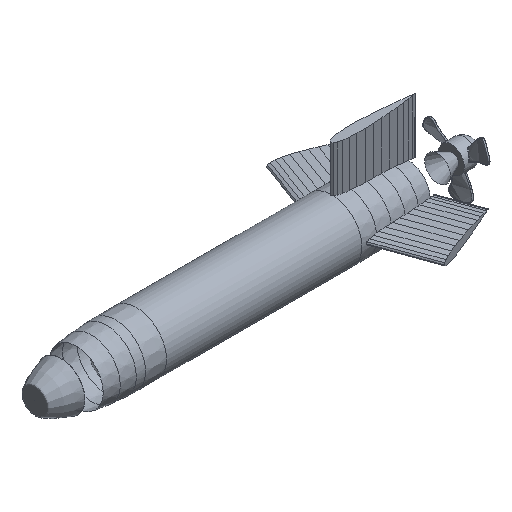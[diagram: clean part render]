
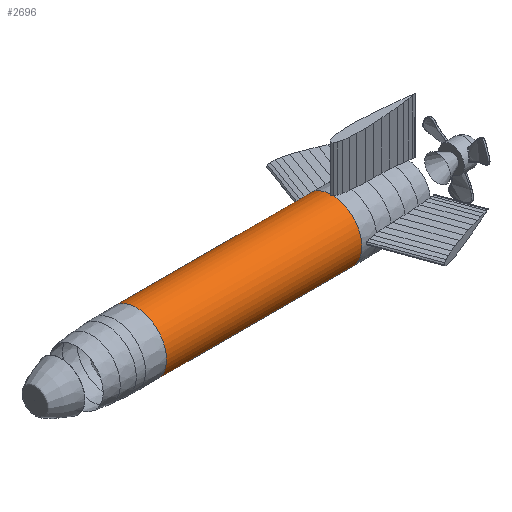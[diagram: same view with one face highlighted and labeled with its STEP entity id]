
A CAD part, isometric view. The second image highlights one B-rep face of the part: STEP entity #2696.
In plain terms, the highlighted cylindrical face has radius 2.028 mm (diameter 4.056 mm), a full revolution.
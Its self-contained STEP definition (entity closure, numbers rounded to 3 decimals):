
#145=CYLINDRICAL_SURFACE('',#2891,2.028);
#149=LINE('',#3769,#334);
#334=VECTOR('',#3145,10.);
#680=ELLIPSE('',#2893,2.382,2.03);
#681=ELLIPSE('',#2894,2.382,2.03);
#691=(
BOUNDED_CURVE()
B_SPLINE_CURVE(2,(#3682,#3683,#3684),.UNSPECIFIED.,.F.,.F.)
B_SPLINE_CURVE_WITH_KNOTS((3,3),(-0.709,0.),.UNSPECIFIED.)
CURVE()
GEOMETRIC_REPRESENTATION_ITEM()
RATIONAL_B_SPLINE_CURVE((0.978,0.719,1.))
REPRESENTATION_ITEM('')
);
#692=(
BOUNDED_CURVE()
B_SPLINE_CURVE(2,(#3713,#3714,#3715,#3716,#3717,#3718,#3719),
 .UNSPECIFIED.,.F.,.F.)
B_SPLINE_CURVE_WITH_KNOTS((3,2,2,3),(0.,0.738,1.476,
2.185),.UNSPECIFIED.)
CURVE()
GEOMETRIC_REPRESENTATION_ITEM()
RATIONAL_B_SPLINE_CURVE((1.,0.707,1.,0.707,1.,0.719,
0.978))
REPRESENTATION_ITEM('')
);
#693=(
BOUNDED_CURVE()
B_SPLINE_CURVE(2,(#3770,#3771,#3772,#3773,#3774,#3775,#3776,#3777,#3778),
 .UNSPECIFIED.,.T.,.F.)
B_SPLINE_CURVE_WITH_KNOTS((3,2,2,2,3),(-2.951,-2.214,
-1.476,-0.738,0.),.UNSPECIFIED.)
CURVE()
GEOMETRIC_REPRESENTATION_ITEM()
RATIONAL_B_SPLINE_CURVE((1.,0.707,1.,0.707,1.,0.707,
1.,0.707,1.))
REPRESENTATION_ITEM('')
);
#762=FACE_OUTER_BOUND('',#913,.T.);
#913=EDGE_LOOP('',(#1904,#1905,#1906,#1907,#1908,#1909,#1910,#1911,#1912));
#1072=CIRCLE('',#2892,10.624);
#1073=CIRCLE('',#2895,10.624);
#1120=VERTEX_POINT('',#3680);
#1121=VERTEX_POINT('',#3681);
#1132=VERTEX_POINT('',#3712);
#1150=VERTEX_POINT('',#3761);
#1151=VERTEX_POINT('',#3763);
#1152=VERTEX_POINT('',#3765);
#1153=VERTEX_POINT('',#3768);
#1423=EDGE_CURVE('',#1120,#1121,#691,.T.);
#1435=EDGE_CURVE('',#1121,#1132,#692,.T.);
#1454=EDGE_CURVE('',#1132,#1150,#1072,.T.);
#1455=EDGE_CURVE('',#1150,#1151,#680,.T.);
#1456=EDGE_CURVE('',#1151,#1152,#681,.T.);
#1457=EDGE_CURVE('',#1152,#1120,#1073,.T.);
#1458=EDGE_CURVE('',#1121,#1153,#149,.T.);
#1459=EDGE_CURVE('',#1153,#1153,#693,.T.);
#1904=ORIENTED_EDGE('',*,*,#1435,.T.);
#1905=ORIENTED_EDGE('',*,*,#1454,.T.);
#1906=ORIENTED_EDGE('',*,*,#1455,.T.);
#1907=ORIENTED_EDGE('',*,*,#1456,.T.);
#1908=ORIENTED_EDGE('',*,*,#1457,.T.);
#1909=ORIENTED_EDGE('',*,*,#1423,.T.);
#1910=ORIENTED_EDGE('',*,*,#1458,.T.);
#1911=ORIENTED_EDGE('',*,*,#1459,.F.);
#1912=ORIENTED_EDGE('',*,*,#1458,.F.);
#2696=ADVANCED_FACE('',(#762),#145,.T.);
#2891=AXIS2_PLACEMENT_3D('',#3760,#3135,#3136);
#2892=AXIS2_PLACEMENT_3D('',#3762,#3137,#3138);
#2893=AXIS2_PLACEMENT_3D('',#3764,#3139,#3140);
#2894=AXIS2_PLACEMENT_3D('',#3766,#3141,#3142);
#2895=AXIS2_PLACEMENT_3D('',#3767,#3143,#3144);
#3135=DIRECTION('center_axis',(-1.,0.,0.));
#3136=DIRECTION('ref_axis',(0.,-1.,0.));
#3137=DIRECTION('center_axis',(-0.435,-0.9,0.));
#3138=DIRECTION('ref_axis',(0.02,-0.01,1.));
#3139=DIRECTION('center_axis',(-0.852,-0.524,0.));
#3140=DIRECTION('ref_axis',(0.524,-0.852,0.));
#3141=DIRECTION('center_axis',(-0.852,0.524,0.));
#3142=DIRECTION('ref_axis',(0.524,0.852,0.));
#3143=DIRECTION('center_axis',(-0.435,0.9,0.));
#3144=DIRECTION('ref_axis',(0.037,0.018,0.999));
#3145=DIRECTION('',(-1.,0.,0.));
#3680=CARTESIAN_POINT('',(20.1,0.113,2.191));
#3681=CARTESIAN_POINT('',(20.1,2.028,0.166));
#3682=CARTESIAN_POINT('Ctrl Pts',(20.1,0.113,2.191));
#3683=CARTESIAN_POINT('Ctrl Pts',(20.1,2.028,2.084));
#3684=CARTESIAN_POINT('Ctrl Pts',(20.1,2.028,0.166));
#3712=CARTESIAN_POINT('',(20.1,-0.113,2.191));
#3713=CARTESIAN_POINT('Ctrl Pts',(20.1,2.028,0.166));
#3714=CARTESIAN_POINT('Ctrl Pts',(20.1,2.028,-1.862));
#3715=CARTESIAN_POINT('Ctrl Pts',(20.1,0.,-1.862));
#3716=CARTESIAN_POINT('Ctrl Pts',(20.1,-2.028,-1.862));
#3717=CARTESIAN_POINT('Ctrl Pts',(20.1,-2.028,0.166));
#3718=CARTESIAN_POINT('Ctrl Pts',(20.1,-2.028,2.084));
#3719=CARTESIAN_POINT('Ctrl Pts',(20.1,-0.113,2.191));
#3760=CARTESIAN_POINT('Origin',(6.879,0.,0.166));
#3761=CARTESIAN_POINT('',(20.077,-0.102,2.192));
#3762=CARTESIAN_POINT('Origin',(19.867,-0.001,
-8.43));
#3763=CARTESIAN_POINT('',(20.014,0.,2.194));
#3764=CARTESIAN_POINT('Origin',(20.014,0.,0.164));
#3765=CARTESIAN_POINT('',(20.077,0.102,2.192));
#3766=CARTESIAN_POINT('Origin',(20.014,0.,0.164));
#3767=CARTESIAN_POINT('Origin',(19.867,0.001,-8.43));
#3768=CARTESIAN_POINT('',(6.879,2.028,0.166));
#3769=CARTESIAN_POINT('',(20.1,2.028,0.166));
#3770=CARTESIAN_POINT('Ctrl Pts',(6.879,2.028,0.166));
#3771=CARTESIAN_POINT('Ctrl Pts',(6.879,2.028,-1.862));
#3772=CARTESIAN_POINT('Ctrl Pts',(6.879,0.,-1.862));
#3773=CARTESIAN_POINT('Ctrl Pts',(6.879,-2.028,-1.862));
#3774=CARTESIAN_POINT('Ctrl Pts',(6.879,-2.028,0.166));
#3775=CARTESIAN_POINT('Ctrl Pts',(6.879,-2.028,2.194));
#3776=CARTESIAN_POINT('Ctrl Pts',(6.879,0.,2.194));
#3777=CARTESIAN_POINT('Ctrl Pts',(6.879,2.028,2.194));
#3778=CARTESIAN_POINT('Ctrl Pts',(6.879,2.028,0.166));
